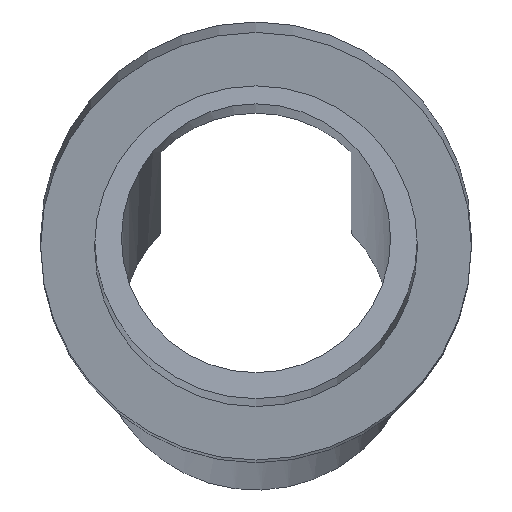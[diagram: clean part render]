
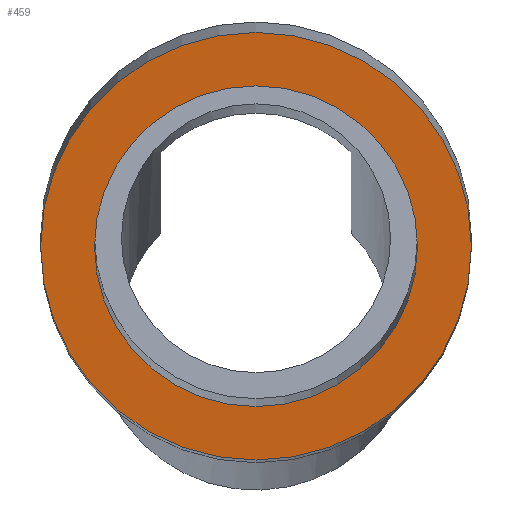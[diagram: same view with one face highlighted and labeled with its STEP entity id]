
A CAD part, front view. The second image highlights one B-rep face of the part: STEP entity #459.
In plain terms, the highlighted planar face has unit normal (0, -0.993, -0.122).
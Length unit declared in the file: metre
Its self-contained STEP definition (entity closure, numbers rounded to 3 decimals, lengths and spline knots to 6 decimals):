
#16=PLANE('',#516);
#39=CIRCLE('',#511,0.009);
#41=CIRCLE('',#514,0.012);
#162=ORIENTED_EDGE('',*,*,#280,.T.);
#163=ORIENTED_EDGE('',*,*,#282,.F.);
#280=EDGE_CURVE('',#339,#339,#39,.T.);
#282=EDGE_CURVE('',#341,#341,#41,.T.);
#339=VERTEX_POINT('',#734);
#341=VERTEX_POINT('',#739);
#385=EDGE_LOOP('',(#162));
#386=EDGE_LOOP('',(#163));
#422=FACE_BOUND('',#385,.T.);
#423=FACE_BOUND('',#386,.T.);
#459=ADVANCED_FACE('',(#422,#423),#16,.F.);
#511=AXIS2_PLACEMENT_3D('',#733,#590,#591);
#514=AXIS2_PLACEMENT_3D('',#738,#596,#597);
#516=AXIS2_PLACEMENT_3D('',#742,#600,#601);
#590=DIRECTION('',(0.,0.993,0.122));
#591=DIRECTION('',(0.,-0.122,0.993));
#596=DIRECTION('',(0.,0.993,0.122));
#597=DIRECTION('',(0.,-0.122,0.993));
#600=DIRECTION('',(0.,0.993,0.122));
#601=DIRECTION('',(-1.,0.,0.));
#733=CARTESIAN_POINT('',(0.33,0.045192,0.114555));
#734=CARTESIAN_POINT('',(0.33,0.044095,0.123488));
#738=CARTESIAN_POINT('',(0.33,0.045192,0.114555));
#739=CARTESIAN_POINT('',(0.33,0.043729,0.126466));
#742=CARTESIAN_POINT('',(0.33,0.045192,0.114555));
